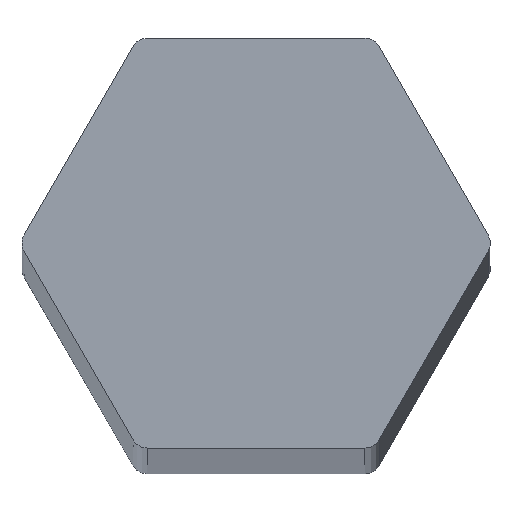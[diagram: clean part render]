
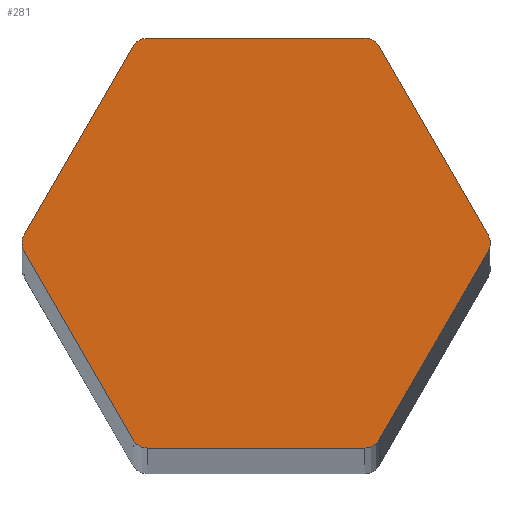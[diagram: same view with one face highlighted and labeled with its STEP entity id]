
A CAD part, top view. The second image highlights one B-rep face of the part: STEP entity #281.
In plain terms, the highlighted planar face has unit normal (0, 0, 1).
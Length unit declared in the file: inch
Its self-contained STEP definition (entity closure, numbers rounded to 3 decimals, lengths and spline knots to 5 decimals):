
#2 = VERTEX_POINT ( 'NONE', #66 ) ;
#12 = DIRECTION ( 'NONE',  ( 1., 0., 0. ) ) ;
#13 = EDGE_CURVE ( 'NONE', #499, #193, #109, .T. ) ;
#20 = ORIENTED_EDGE ( 'NONE', *, *, #504, .T. ) ;
#22 = CARTESIAN_POINT ( 'NONE',  ( -0.14982, -0.2395, 9. ) ) ;
#23 = EDGE_LOOP ( 'NONE', ( #293, #139, #432, #20, #286, #72, #261, #280, #315, #31, #102, #457, #326 ) ) ;
#27 = CARTESIAN_POINT ( 'NONE',  ( 0.14405, 0.2495, 9. ) ) ;
#31 = ORIENTED_EDGE ( 'NONE', *, *, #117, .T. ) ;
#32 = DIRECTION ( 'NONE',  ( 0.5, -0.866, 0. ) ) ;
#38 = CIRCLE ( 'NONE', #217, 0.02 ) ;
#41 = DIRECTION ( 'NONE',  ( 0.5, 0.866, 0. ) ) ;
#43 = VERTEX_POINT ( 'NONE', #151 ) ;
#44 = LINE ( 'NONE', #27, #63 ) ;
#51 = VECTOR ( 'NONE', #300, 39.37008 ) ;
#54 = VERTEX_POINT ( 'NONE', #165 ) ;
#58 = CARTESIAN_POINT ( 'NONE',  ( -0.28232, 0.01, 9. ) ) ;
#59 = DIRECTION ( 'NONE',  ( 0., 0., 1. ) ) ;
#63 = VECTOR ( 'NONE', #327, 39.37008 ) ;
#66 = CARTESIAN_POINT ( 'NONE',  ( 0.28232, 0.01, 9. ) ) ;
#69 = LINE ( 'NONE', #203, #385 ) ;
#72 = ORIENTED_EDGE ( 'NONE', *, *, #517, .T. ) ;
#81 = CARTESIAN_POINT ( 'NONE',  ( -0.1325, -0.2495, 9. ) ) ;
#84 = VERTEX_POINT ( 'NONE', #247 ) ;
#85 = EDGE_CURVE ( 'NONE', #193, #54, #230, .T. ) ;
#95 = LINE ( 'NONE', #401, #411 ) ;
#100 = AXIS2_PLACEMENT_3D ( 'NONE', #209, #520, #290 ) ;
#102 = ORIENTED_EDGE ( 'NONE', *, *, #413, .T. ) ;
#109 = CIRCLE ( 'NONE', #287, 0.02 ) ;
#113 = CARTESIAN_POINT ( 'NONE',  ( -0.14982, 0.2395, 9. ) ) ;
#117 = EDGE_CURVE ( 'NONE', #227, #342, #279, .T. ) ;
#122 = DIRECTION ( 'NONE',  ( 0., 0., 1. ) ) ;
#131 = VERTEX_POINT ( 'NONE', #233 ) ;
#139 = ORIENTED_EDGE ( 'NONE', *, *, #494, .T. ) ;
#141 = VECTOR ( 'NONE', #41, 39.37008 ) ;
#145 = EDGE_CURVE ( 'NONE', #84, #314, #38, .T. ) ;
#151 = CARTESIAN_POINT ( 'NONE',  ( 0.1325, -0.2495, 9. ) ) ;
#153 = CARTESIAN_POINT ( 'NONE',  ( 0.1325, 0.2295, 9. ) ) ;
#165 = CARTESIAN_POINT ( 'NONE',  ( -0.28232, -0.01, 9. ) ) ;
#166 = LINE ( 'NONE', #518, #51 ) ;
#167 = VERTEX_POINT ( 'NONE', #22 ) ;
#174 = DIRECTION ( 'NONE',  ( 1., 0., 0. ) ) ;
#183 = CARTESIAN_POINT ( 'NONE',  ( 0.14982, -0.2395, 9. ) ) ;
#184 = CARTESIAN_POINT ( 'NONE',  ( -0.1325, -0.2295, 9. ) ) ;
#190 = DIRECTION ( 'NONE',  ( 0., 0., 1. ) ) ;
#191 = DIRECTION ( 'NONE',  ( 0., 0., 1. ) ) ;
#193 = VERTEX_POINT ( 'NONE', #384 ) ;
#195 = DIRECTION ( 'NONE',  ( 1., 0., 0. ) ) ;
#203 = CARTESIAN_POINT ( 'NONE',  ( -0.2881, 0., 9. ) ) ;
#207 = AXIS2_PLACEMENT_3D ( 'NONE', #184, #468, #228 ) ;
#209 = CARTESIAN_POINT ( 'NONE',  ( 0.2881, 0., 9. ) ) ;
#212 = VERTEX_POINT ( 'NONE', #183 ) ;
#217 = AXIS2_PLACEMENT_3D ( 'NONE', #153, #435, #195 ) ;
#227 = VERTEX_POINT ( 'NONE', #423 ) ;
#228 = DIRECTION ( 'NONE',  ( 1., 0., 0. ) ) ;
#230 = CIRCLE ( 'NONE', #245, 0.02 ) ;
#233 = CARTESIAN_POINT ( 'NONE',  ( 0.28232, -0.01, 9. ) ) ;
#240 = LINE ( 'NONE', #339, #141 ) ;
#245 = AXIS2_PLACEMENT_3D ( 'NONE', #375, #122, #174 ) ;
#246 = AXIS2_PLACEMENT_3D ( 'NONE', #433, #190, #475 ) ;
#247 = CARTESIAN_POINT ( 'NONE',  ( 0.14982, 0.2395, 9. ) ) ;
#252 = PLANE ( 'NONE',  #100 ) ;
#259 = AXIS2_PLACEMENT_3D ( 'NONE', #305, #59, #351 ) ;
#261 = ORIENTED_EDGE ( 'NONE', *, *, #324, .T. ) ;
#267 = DIRECTION ( 'NONE',  ( 0., 0., 1. ) ) ;
#279 = CIRCLE ( 'NONE', #246, 0.02 ) ;
#280 = ORIENTED_EDGE ( 'NONE', *, *, #145, .T. ) ;
#281 = ADVANCED_FACE ( 'NONE', ( #452 ), #252, .T. ) ;
#286 = ORIENTED_EDGE ( 'NONE', *, *, #291, .T. ) ;
#287 = AXIS2_PLACEMENT_3D ( 'NONE', #434, #191, #476 ) ;
#290 = DIRECTION ( 'NONE',  ( 1., 0., 0. ) ) ;
#291 = EDGE_CURVE ( 'NONE', #212, #131, #240, .T. ) ;
#293 = ORIENTED_EDGE ( 'NONE', *, *, #445, .T. ) ;
#300 = DIRECTION ( 'NONE',  ( 1., 0., 0. ) ) ;
#305 = CARTESIAN_POINT ( 'NONE',  ( 0.1325, -0.2295, 9. ) ) ;
#314 = VERTEX_POINT ( 'NONE', #355 ) ;
#315 = ORIENTED_EDGE ( 'NONE', *, *, #377, .T. ) ;
#319 = AXIS2_PLACEMENT_3D ( 'NONE', #506, #267, #12 ) ;
#324 = EDGE_CURVE ( 'NONE', #2, #84, #325, .T. ) ;
#325 = LINE ( 'NONE', #431, #522 ) ;
#326 = ORIENTED_EDGE ( 'NONE', *, *, #85, .T. ) ;
#327 = DIRECTION ( 'NONE',  ( -1., 0., 0. ) ) ;
#339 = CARTESIAN_POINT ( 'NONE',  ( 0.14405, -0.2495, 9. ) ) ;
#342 = VERTEX_POINT ( 'NONE', #113 ) ;
#351 = DIRECTION ( 'NONE',  ( 1., 0., 0. ) ) ;
#355 = CARTESIAN_POINT ( 'NONE',  ( 0.1325, 0.2495, 9. ) ) ;
#359 = CIRCLE ( 'NONE', #207, 0.02 ) ;
#375 = CARTESIAN_POINT ( 'NONE',  ( -0.265, 0., 9. ) ) ;
#377 = EDGE_CURVE ( 'NONE', #314, #227, #44, .T. ) ;
#384 = CARTESIAN_POINT ( 'NONE',  ( -0.285, 0., 9. ) ) ;
#385 = VECTOR ( 'NONE', #32, 39.37008 ) ;
#401 = CARTESIAN_POINT ( 'NONE',  ( -0.14405, 0.2495, 9. ) ) ;
#411 = VECTOR ( 'NONE', #477, 39.37008 ) ;
#413 = EDGE_CURVE ( 'NONE', #342, #499, #95, .T. ) ;
#423 = CARTESIAN_POINT ( 'NONE',  ( -0.1325, 0.2495, 9. ) ) ;
#431 = CARTESIAN_POINT ( 'NONE',  ( 0.2881, 0., 9. ) ) ;
#432 = ORIENTED_EDGE ( 'NONE', *, *, #455, .T. ) ;
#433 = CARTESIAN_POINT ( 'NONE',  ( -0.1325, 0.2295, 9. ) ) ;
#434 = CARTESIAN_POINT ( 'NONE',  ( -0.265, 0., 9. ) ) ;
#435 = DIRECTION ( 'NONE',  ( 0., 0., 1. ) ) ;
#445 = EDGE_CURVE ( 'NONE', #54, #167, #69, .T. ) ;
#451 = CIRCLE ( 'NONE', #319, 0.02 ) ;
#452 = FACE_OUTER_BOUND ( 'NONE', #23, .T. ) ;
#454 = VERTEX_POINT ( 'NONE', #81 ) ;
#455 = EDGE_CURVE ( 'NONE', #454, #43, #166, .T. ) ;
#457 = ORIENTED_EDGE ( 'NONE', *, *, #13, .T. ) ;
#464 = CIRCLE ( 'NONE', #259, 0.02 ) ;
#468 = DIRECTION ( 'NONE',  ( 0., 0., 1. ) ) ;
#474 = DIRECTION ( 'NONE',  ( -0.5, 0.866, 0. ) ) ;
#475 = DIRECTION ( 'NONE',  ( 1., 0., 0. ) ) ;
#476 = DIRECTION ( 'NONE',  ( 1., 0., 0. ) ) ;
#477 = DIRECTION ( 'NONE',  ( -0.5, -0.866, 0. ) ) ;
#494 = EDGE_CURVE ( 'NONE', #167, #454, #359, .T. ) ;
#499 = VERTEX_POINT ( 'NONE', #58 ) ;
#504 = EDGE_CURVE ( 'NONE', #43, #212, #464, .T. ) ;
#506 = CARTESIAN_POINT ( 'NONE',  ( 0.265, 0., 9. ) ) ;
#517 = EDGE_CURVE ( 'NONE', #131, #2, #451, .T. ) ;
#518 = CARTESIAN_POINT ( 'NONE',  ( -0.14405, -0.2495, 9. ) ) ;
#520 = DIRECTION ( 'NONE',  ( 0., 0., 1. ) ) ;
#522 = VECTOR ( 'NONE', #474, 39.37008 ) ;
